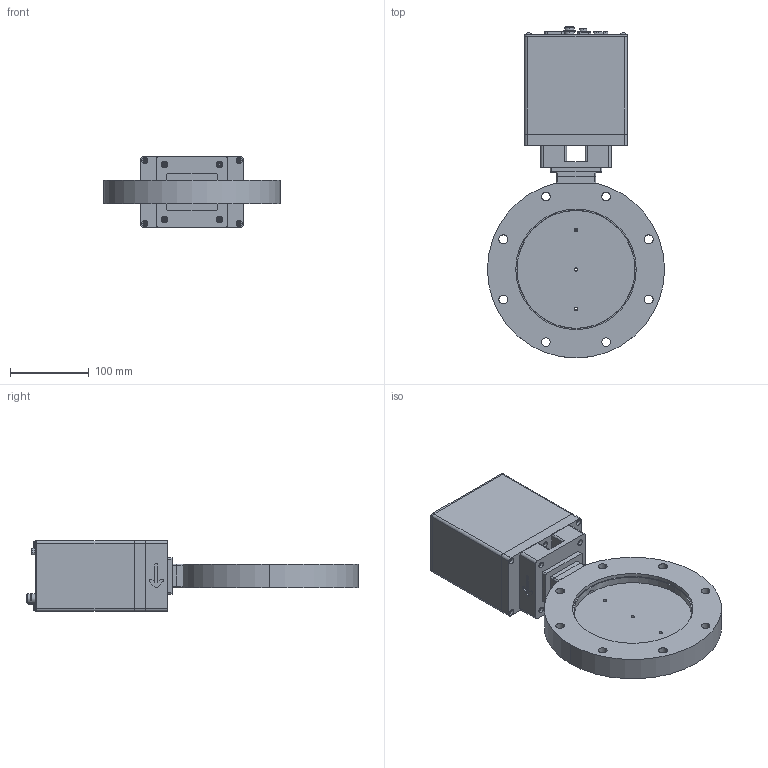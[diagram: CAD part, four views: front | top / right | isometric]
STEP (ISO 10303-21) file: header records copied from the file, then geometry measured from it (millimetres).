
FILE_DESCRIPTION (( 'STEP AP214' ), '1' );
FILE_NAME ('BFV-ISO160F-SST-RS232_Butterfly Valve_ISO160F_FLANGES_MOTORIZED_OUTLINE_DRAWING.STEP', '2025-07-01T15:07:48', ( '' ), ( '' ), 'SwSTEP 2.0', 'SolidWorks 2023', '' );
FILE_SCHEMA (( 'AUTOMOTIVE_DESIGN' ));
Length unit declared in the file: inch
Products named in the file (1): BFV-ISO160F-SST-RS232_Butterfly Valve_ISO160F_FLANGES_MOTORIZED_OUTLINE_DRAWING
Bounding box: 225 x 421.7 x 90 mm (x, y, z)
Surface area: 283394.9 mm2 (no closed solid volume)
Topology: 0 solids, 68 shells, 843 faces, 3218 edges, 2404 vertices
Faces by surface type: cylinder 532, plane 204, cone 75, bspline 16, sphere 8, torus 8
Entity records: 36648 total; most frequent: CARTESIAN_POINT 9179, DIRECTION 6069, ORIENTED_EDGE 4798, EDGE_CURVE 3212, VERTEX_POINT 2404, AXIS2_PLACEMENT_3D 2210, VECTOR 1649, LINE 1649
